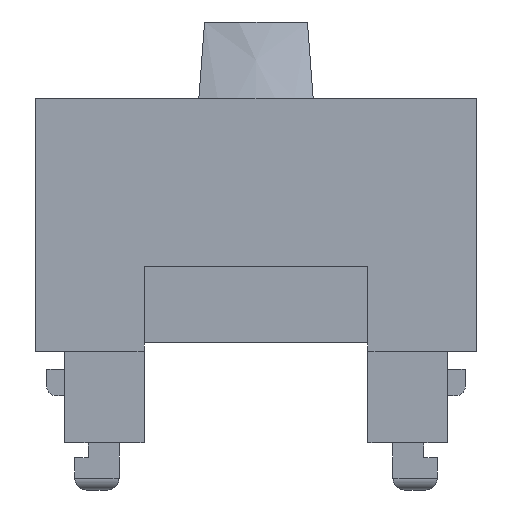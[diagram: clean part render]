
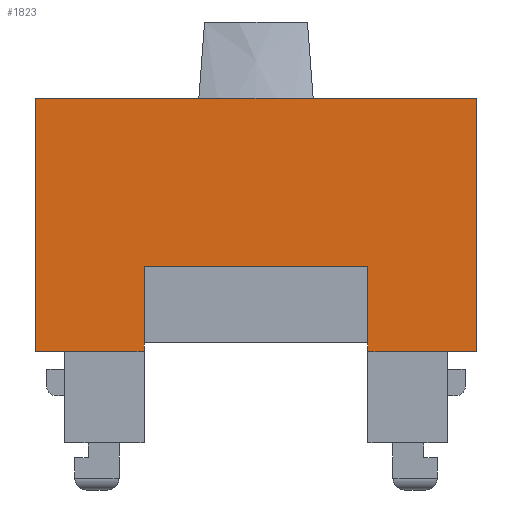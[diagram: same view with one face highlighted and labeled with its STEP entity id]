
A CAD part, front view. The second image highlights one B-rep face of the part: STEP entity #1823.
In plain terms, the highlighted planar face has unit normal (0, -1, 0).
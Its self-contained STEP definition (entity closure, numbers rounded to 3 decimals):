
#1142 = VERTEX_POINT('',#1143);
#1143 = CARTESIAN_POINT('',(7.5,-7.5,3.1));
#1158 = VERTEX_POINT('',#1159);
#1159 = CARTESIAN_POINT('',(3.8,-7.5,3.1));
#1165 = EDGE_CURVE('',#1158,#1142,#1166,.T.);
#1166 = LINE('',#1167,#1168);
#1167 = CARTESIAN_POINT('',(3.8,-7.5,3.1));
#1168 = VECTOR('',#1169,1.);
#1169 = DIRECTION('',(1.,0.,0.));
#1356 = VERTEX_POINT('',#1357);
#1357 = CARTESIAN_POINT('',(7.5,-7.5,11.7));
#1363 = EDGE_CURVE('',#1356,#1142,#1364,.T.);
#1364 = LINE('',#1365,#1366);
#1365 = CARTESIAN_POINT('',(7.5,-7.5,11.7));
#1366 = VECTOR('',#1367,1.);
#1367 = DIRECTION('',(0.,0.,-1.));
#1823 = ADVANCED_FACE('',(#1824),#1898,.F.);
#1824 = FACE_BOUND('',#1825,.F.);
#1825 = EDGE_LOOP('',(#1826,#1836,#1844,#1850,#1851,#1852,#1860,#1868,
    #1876,#1884,#1892));
#1826 = ORIENTED_EDGE('',*,*,#1827,.T.);
#1827 = EDGE_CURVE('',#1828,#1830,#1832,.T.);
#1828 = VERTEX_POINT('',#1829);
#1829 = CARTESIAN_POINT('',(-7.5,-7.5,3.1));
#1830 = VERTEX_POINT('',#1831);
#1831 = CARTESIAN_POINT('',(-7.5,-7.5,11.7));
#1832 = LINE('',#1833,#1834);
#1833 = CARTESIAN_POINT('',(-7.5,-7.5,3.1));
#1834 = VECTOR('',#1835,1.);
#1835 = DIRECTION('',(0.,0.,1.));
#1836 = ORIENTED_EDGE('',*,*,#1837,.T.);
#1837 = EDGE_CURVE('',#1830,#1838,#1840,.T.);
#1838 = VERTEX_POINT('',#1839);
#1839 = CARTESIAN_POINT('',(0.,-7.5,11.7));
#1840 = LINE('',#1841,#1842);
#1841 = CARTESIAN_POINT('',(-7.5,-7.5,11.7));
#1842 = VECTOR('',#1843,1.);
#1843 = DIRECTION('',(1.,0.,0.));
#1844 = ORIENTED_EDGE('',*,*,#1845,.T.);
#1845 = EDGE_CURVE('',#1838,#1356,#1846,.T.);
#1846 = LINE('',#1847,#1848);
#1847 = CARTESIAN_POINT('',(-7.5,-7.5,11.7));
#1848 = VECTOR('',#1849,1.);
#1849 = DIRECTION('',(1.,0.,0.));
#1850 = ORIENTED_EDGE('',*,*,#1363,.T.);
#1851 = ORIENTED_EDGE('',*,*,#1165,.F.);
#1852 = ORIENTED_EDGE('',*,*,#1853,.F.);
#1853 = EDGE_CURVE('',#1854,#1158,#1856,.T.);
#1854 = VERTEX_POINT('',#1855);
#1855 = CARTESIAN_POINT('',(3.8,-7.5,3.4));
#1856 = LINE('',#1857,#1858);
#1857 = CARTESIAN_POINT('',(3.8,-7.5,3.4));
#1858 = VECTOR('',#1859,1.);
#1859 = DIRECTION('',(0.,0.,-1.));
#1860 = ORIENTED_EDGE('',*,*,#1861,.T.);
#1861 = EDGE_CURVE('',#1854,#1862,#1864,.T.);
#1862 = VERTEX_POINT('',#1863);
#1863 = CARTESIAN_POINT('',(3.8,-7.5,6.));
#1864 = LINE('',#1865,#1866);
#1865 = CARTESIAN_POINT('',(3.8,-7.5,3.698));
#1866 = VECTOR('',#1867,1.);
#1867 = DIRECTION('',(0.,0.,1.));
#1868 = ORIENTED_EDGE('',*,*,#1869,.F.);
#1869 = EDGE_CURVE('',#1870,#1862,#1872,.T.);
#1870 = VERTEX_POINT('',#1871);
#1871 = CARTESIAN_POINT('',(-3.8,-7.5,6.));
#1872 = LINE('',#1873,#1874);
#1873 = CARTESIAN_POINT('',(0.,-7.5,6.));
#1874 = VECTOR('',#1875,1.);
#1875 = DIRECTION('',(1.,0.,0.));
#1876 = ORIENTED_EDGE('',*,*,#1877,.T.);
#1877 = EDGE_CURVE('',#1870,#1878,#1880,.T.);
#1878 = VERTEX_POINT('',#1879);
#1879 = CARTESIAN_POINT('',(-3.8,-7.5,3.4));
#1880 = LINE('',#1881,#1882);
#1881 = CARTESIAN_POINT('',(-3.8,-7.5,3.698));
#1882 = VECTOR('',#1883,1.);
#1883 = DIRECTION('',(0.,0.,-1.));
#1884 = ORIENTED_EDGE('',*,*,#1885,.F.);
#1885 = EDGE_CURVE('',#1886,#1878,#1888,.T.);
#1886 = VERTEX_POINT('',#1887);
#1887 = CARTESIAN_POINT('',(-3.8,-7.5,3.1));
#1888 = LINE('',#1889,#1890);
#1889 = CARTESIAN_POINT('',(-3.8,-7.5,3.1));
#1890 = VECTOR('',#1891,1.);
#1891 = DIRECTION('',(0.,0.,1.));
#1892 = ORIENTED_EDGE('',*,*,#1893,.F.);
#1893 = EDGE_CURVE('',#1828,#1886,#1894,.T.);
#1894 = LINE('',#1895,#1896);
#1895 = CARTESIAN_POINT('',(-7.5,-7.5,3.1));
#1896 = VECTOR('',#1897,1.);
#1897 = DIRECTION('',(1.,0.,0.));
#1898 = PLANE('',#1899);
#1899 = AXIS2_PLACEMENT_3D('',#1900,#1901,#1902);
#1900 = CARTESIAN_POINT('',(0.,-7.5,7.396));
#1901 = DIRECTION('',(0.,1.,0.));
#1902 = DIRECTION('',(0.,0.,1.));
